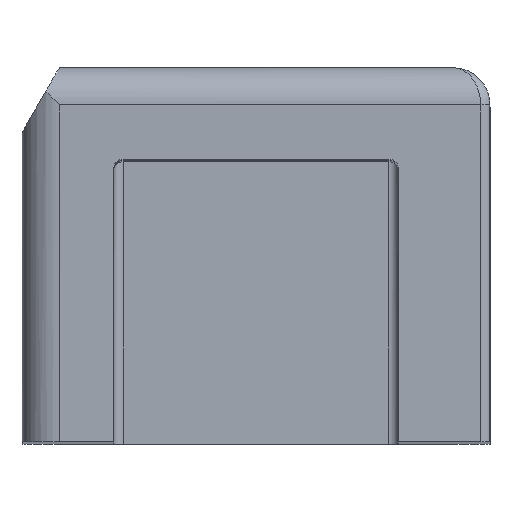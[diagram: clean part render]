
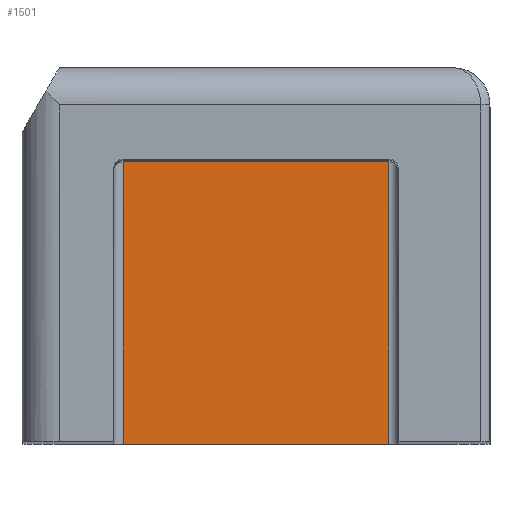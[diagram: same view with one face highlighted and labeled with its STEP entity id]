
A CAD part, top view. The second image highlights one B-rep face of the part: STEP entity #1501.
In plain terms, the highlighted planar face has unit normal (0, 0, 1).
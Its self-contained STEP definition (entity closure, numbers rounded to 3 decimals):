
#334=DIRECTION('',(1.,0.,0.));
#335=VECTOR('',#334,28.4);
#336=CARTESIAN_POINT('',(-14.2,-30.,-70.));
#337=LINE('',#336,#335);
#338=DIRECTION('',(0.,1.,0.));
#339=VECTOR('',#338,30.2);
#340=CARTESIAN_POINT('',(-14.2,-30.,-70.));
#341=LINE('',#340,#339);
#342=DIRECTION('',(0.,-1.,0.));
#343=VECTOR('',#342,30.2);
#344=CARTESIAN_POINT('',(14.2,0.2,-70.));
#345=LINE('',#344,#343);
#463=DIRECTION('',(1.,0.,0.));
#464=VECTOR('',#463,28.4);
#465=CARTESIAN_POINT('',(-14.2,0.2,-70.));
#466=LINE('',#465,#464);
#823=CARTESIAN_POINT('',(-14.2,-30.,-70.));
#824=CARTESIAN_POINT('',(14.2,-30.,-70.));
#825=VERTEX_POINT('',#823);
#826=VERTEX_POINT('',#824);
#869=CARTESIAN_POINT('',(-14.2,0.2,-70.));
#870=VERTEX_POINT('',#869);
#879=CARTESIAN_POINT('',(14.2,0.2,-70.));
#880=VERTEX_POINT('',#879);
#1488=CARTESIAN_POINT('',(0.,0.,-70.));
#1489=DIRECTION('',(0.,0.,1.));
#1490=DIRECTION('',(1.,0.,0.));
#1491=AXIS2_PLACEMENT_3D('',#1488,#1489,#1490);
#1492=PLANE('',#1491);
#1493=ORIENTED_EDGE('',*,*,#1217,.F.);
#1495=ORIENTED_EDGE('',*,*,#1494,.T.);
#1497=ORIENTED_EDGE('',*,*,#1496,.T.);
#1498=ORIENTED_EDGE('',*,*,#1481,.T.);
#1499=EDGE_LOOP('',(#1493,#1495,#1497,#1498));
#1500=FACE_OUTER_BOUND('',#1499,.F.);
#1501=ADVANCED_FACE('',(#1500),#1492,.T.);
#1217=EDGE_CURVE('',#825,#826,#337,.T.);
#1481=EDGE_CURVE('',#880,#826,#345,.T.);
#1494=EDGE_CURVE('',#825,#870,#341,.T.);
#1496=EDGE_CURVE('',#870,#880,#466,.T.);
